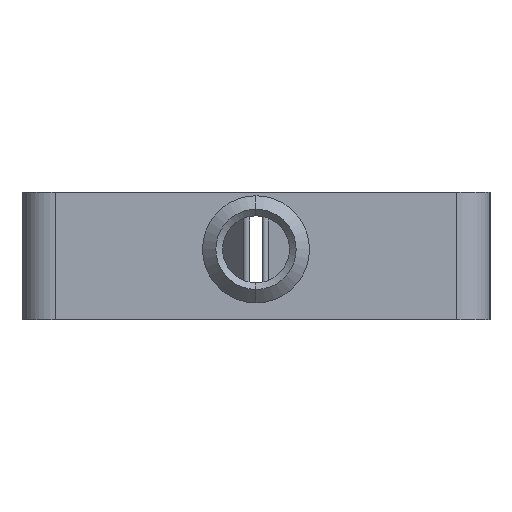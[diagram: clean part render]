
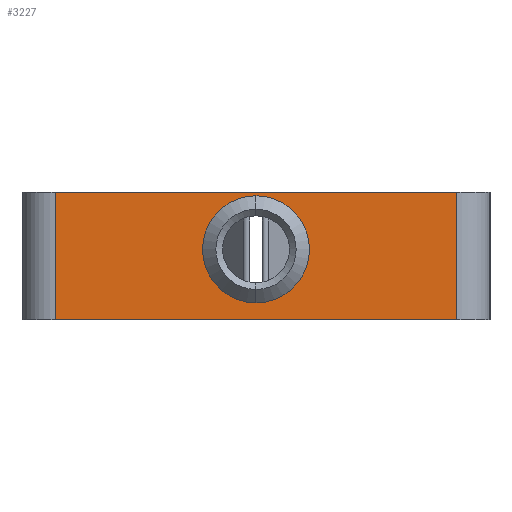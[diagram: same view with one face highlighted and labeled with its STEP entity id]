
A CAD part, left-side view. The second image highlights one B-rep face of the part: STEP entity #3227.
In plain terms, the highlighted free-form (B-spline) face has degree [1, 1] with [2, 2] control points.
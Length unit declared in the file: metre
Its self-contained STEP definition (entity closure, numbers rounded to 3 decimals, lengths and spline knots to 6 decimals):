
#148=LINE('',#6403,#307);
#157=LINE('',#6492,#316);
#162=LINE('',#6513,#321);
#169=LINE('',#6527,#328);
#307=VECTOR('',#4124,1.);
#316=VECTOR('',#4159,1.);
#321=VECTOR('',#4168,1.);
#328=VECTOR('',#4181,1.);
#374=B_SPLINE_SURFACE_WITH_KNOTS('',1,1,((#6536,#6537),(#6538,#6539)),
 .PLANE_SURF.,.F.,.F.,.F.,(2,2),(2,2),(0.,1.),(0.,1.),.UNSPECIFIED.);
#1327=ORIENTED_EDGE('',*,*,#1871,.T.);
#1328=ORIENTED_EDGE('',*,*,#1900,.F.);
#1329=ORIENTED_EDGE('',*,*,#1893,.F.);
#1330=ORIENTED_EDGE('',*,*,#1910,.T.);
#1331=ORIENTED_EDGE('',*,*,#1574,.T.);
#1332=ORIENTED_EDGE('',*,*,#1544,.T.);
#1544=EDGE_CURVE('',#2014,#2015,#2305,.T.);
#1574=EDGE_CURVE('',#2015,#2014,#2321,.T.);
#1871=EDGE_CURVE('',#2231,#2230,#148,.T.);
#1893=EDGE_CURVE('',#2249,#2247,#157,.T.);
#1900=EDGE_CURVE('',#2247,#2230,#162,.T.);
#1910=EDGE_CURVE('',#2249,#2231,#169,.T.);
#2014=VERTEX_POINT('',#4737);
#2015=VERTEX_POINT('',#4738);
#2230=VERTEX_POINT('',#6402);
#2231=VERTEX_POINT('',#6404);
#2247=VERTEX_POINT('',#6487);
#2249=VERTEX_POINT('',#6491);
#2305=CIRCLE('',#3319,0.0075);
#2321=CIRCLE('',#3335,0.0075);
#2697=EDGE_LOOP('',(#1327,#1328,#1329,#1330));
#2698=EDGE_LOOP('',(#1331,#1332));
#2914=FACE_BOUND('',#2697,.T.);
#2915=FACE_BOUND('',#2698,.T.);
#3227=ADVANCED_FACE('',(#2914,#2915),#374,.T.);
#3319=AXIS2_PLACEMENT_3D('',#4736,#3634,#3635);
#3335=AXIS2_PLACEMENT_3D('',#5047,#3666,#3667);
#3634=DIRECTION('',(1.,0.,0.));
#3635=DIRECTION('',(0.,0.,1.));
#3666=DIRECTION('',(1.,0.,0.));
#3667=DIRECTION('',(0.,0.,1.));
#4124=DIRECTION('',(0.,0.,1.));
#4159=DIRECTION('',(0.,0.,1.));
#4168=DIRECTION('',(0.,-1.,0.));
#4181=DIRECTION('',(0.,-1.,0.));
#4736=CARTESIAN_POINT('',(-0.15,0.1,0.0065));
#4737=CARTESIAN_POINT('',(-0.15,0.1,-0.001));
#4738=CARTESIAN_POINT('',(-0.15,0.1,0.014));
#5047=CARTESIAN_POINT('',(-0.15,0.1,0.0065));
#6402=CARTESIAN_POINT('',(-0.15,0.07,0.015));
#6403=CARTESIAN_POINT('',(-0.15,0.07,-0.004));
#6404=CARTESIAN_POINT('',(-0.15,0.07,-0.004));
#6487=CARTESIAN_POINT('',(-0.15,0.13,0.015));
#6491=CARTESIAN_POINT('',(-0.15,0.13,-0.004));
#6492=CARTESIAN_POINT('',(-0.15,0.13,-0.004));
#6513=CARTESIAN_POINT('',(-0.15,0.13,0.015));
#6527=CARTESIAN_POINT('',(-0.15,0.13,-0.004));
#6536=CARTESIAN_POINT('',(-0.15,0.067,-0.00495));
#6537=CARTESIAN_POINT('',(-0.15,0.133,-0.00495));
#6538=CARTESIAN_POINT('',(-0.15,0.067,0.01595));
#6539=CARTESIAN_POINT('',(-0.15,0.133,0.01595));
